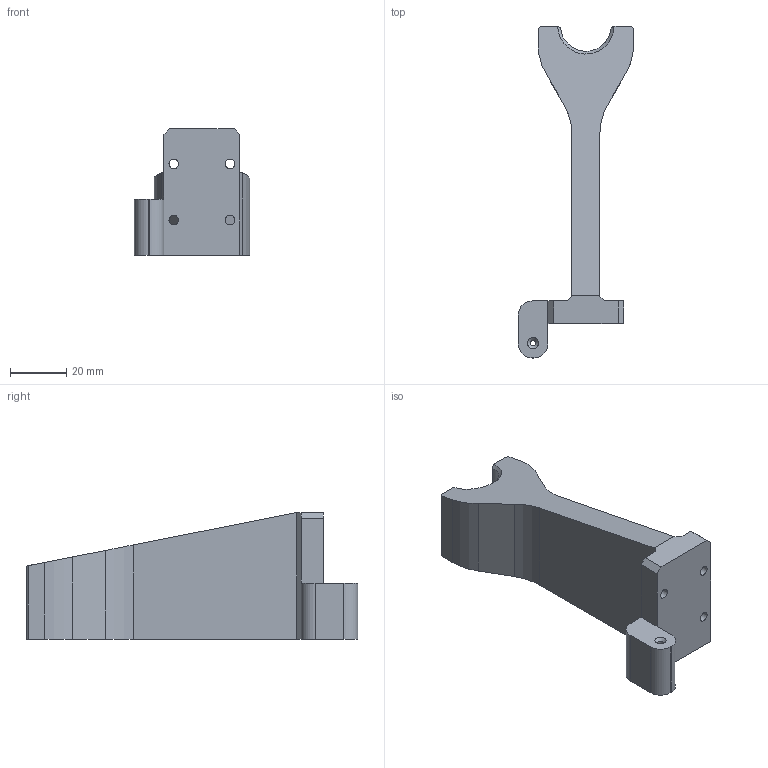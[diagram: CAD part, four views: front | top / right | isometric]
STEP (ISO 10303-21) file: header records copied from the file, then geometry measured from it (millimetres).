
FILE_DESCRIPTION(('FreeCAD Model'),'2;1');
FILE_NAME('Open CASCADE Shape Model','2025-08-23T00:44:12',(''),(''), 'Open CASCADE STEP processor 7.7','FreeCAD','Unknown');
FILE_SCHEMA(('AUTOMOTIVE_DESIGN { 1 0 10303 214 1 1 1 1 }'));
Length unit declared in the file: millimetre
Products named in the file (1): BrasFer
Bounding box: 41 x 118.05 x 45 mm (x, y, z)
Volume: 59086.8 mm3; surface area: 16328.9 mm2
Topology: 1 solids, 1 shells, 60 faces, 151 edges, 98 vertices
Faces by surface type: plane 33, cylinder 18, cone 8, bspline 1
Full cylindrical faces by diameter (mm): 2 x1, 3.4 x4, 4.4 x4, 8 x1
Entity records: 2066 total; most frequent: CARTESIAN_POINT 553, DIRECTION 310, ORIENTED_EDGE 302, EDGE_CURVE 151, AXIS2_PLACEMENT_3D 105, LINE 100, VECTOR 100, VERTEX_POINT 98
